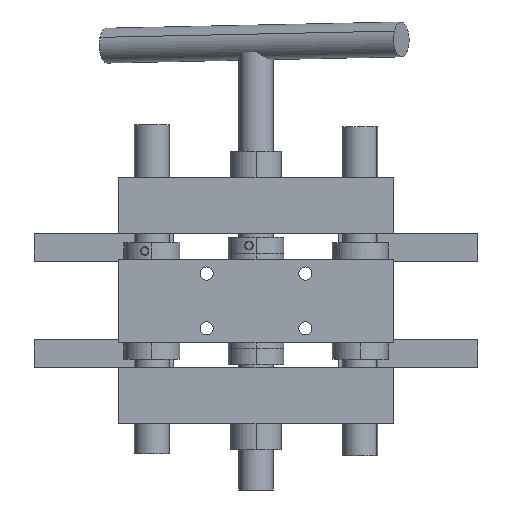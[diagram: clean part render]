
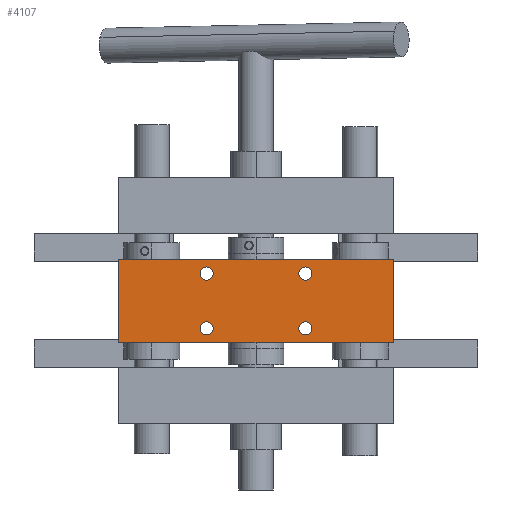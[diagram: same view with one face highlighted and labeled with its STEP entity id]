
A CAD part, front view. The second image highlights one B-rep face of the part: STEP entity #4107.
In plain terms, the highlighted planar face has unit normal (0, -1, 0).
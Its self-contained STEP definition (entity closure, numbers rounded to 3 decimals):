
#39 = EDGE_CURVE ( 'NONE', #3275, #3276, #3408, .T. ) ;
#43 = EDGE_CURVE ( 'NONE', #3271, #3270, #3410, .T. ) ;
#45 = EDGE_CURVE ( 'NONE', #3270, #3271, #3472, .T. ) ;
#47 = EDGE_CURVE ( 'NONE', #3267, #3265, #3474, .T. ) ;
#49 = EDGE_CURVE ( 'NONE', #663, #613, #3480, .T. ) ;
#51 = EDGE_CURVE ( 'NONE', #613, #663, #5345, .T. ) ;
#102 = CARTESIAN_POINT ( 'NONE',  ( 250., 0., -76.2 ) ) ;
#103 = CARTESIAN_POINT ( 'NONE',  ( 0., 0., 0. ) ) ;
#114 = CARTESIAN_POINT ( 'NONE',  ( 250., 0., 0. ) ) ;
#131 = CARTESIAN_POINT ( 'NONE',  ( 80., 0., -7. ) ) ;
#152 = CARTESIAN_POINT ( 'NONE',  ( 80., 0., -57. ) ) ;
#153 = CARTESIAN_POINT ( 'NONE',  ( 170., 0., -19. ) ) ;
#159 = CARTESIAN_POINT ( 'NONE',  ( 170., 0., -7. ) ) ;
#178 = CARTESIAN_POINT ( 'NONE',  ( 0., 0., -76.2 ) ) ;
#180 = CARTESIAN_POINT ( 'NONE',  ( 80., 0., -19. ) ) ;
#198 = CARTESIAN_POINT ( 'NONE',  ( 170., 0., -57. ) ) ;
#200 = CARTESIAN_POINT ( 'NONE',  ( 80., 0., -69. ) ) ;
#201 = CARTESIAN_POINT ( 'NONE',  ( 0., 0., -76.2 ) ) ;
#222 = PLANE ( 'NONE',  #5048 ) ;
#308 = DIRECTION ( 'NONE',  ( 0., 1., 0. ) ) ;
#309 = DIRECTION ( 'NONE',  ( 0., 1., 0. ) ) ;
#328 = CARTESIAN_POINT ( 'NONE',  ( 170., 0., -63. ) ) ;
#338 = DIRECTION ( 'NONE',  ( 0., 0., 1. ) ) ;
#353 = DIRECTION ( 'NONE',  ( 0., 1., 0. ) ) ;
#374 = CARTESIAN_POINT ( 'NONE',  ( 80., 0., -63. ) ) ;
#382 = DIRECTION ( 'NONE',  ( 0., 1., 0. ) ) ;
#385 = CARTESIAN_POINT ( 'NONE',  ( 170., 0., -63. ) ) ;
#393 = DIRECTION ( 'NONE',  ( 0., 0., 1. ) ) ;
#402 = DIRECTION ( 'NONE',  ( 0., 1., 0. ) ) ;
#413 = DIRECTION ( 'NONE',  ( 0., 0., 1. ) ) ;
#416 = DIRECTION ( 'NONE',  ( 0., 0., 1. ) ) ;
#564 = CARTESIAN_POINT ( 'NONE',  ( 170., 0., -69. ) ) ;
#577 = CARTESIAN_POINT ( 'NONE',  ( 80., 0., -13. ) ) ;
#590 = CARTESIAN_POINT ( 'NONE',  ( 80., 0., -13. ) ) ;
#595 = DIRECTION ( 'NONE',  ( 0., 0., 1. ) ) ;
#596 = DIRECTION ( 'NONE',  ( 0., 1., 0. ) ) ;
#604 = CARTESIAN_POINT ( 'NONE',  ( 170., 0., -13. ) ) ;
#611 = DIRECTION ( 'NONE',  ( 0., 0., 1. ) ) ;
#613 = VERTEX_POINT ( 'NONE', #564 ) ;
#655 = VERTEX_POINT ( 'NONE', #103 ) ;
#656 = VERTEX_POINT ( 'NONE', #102 ) ;
#658 = VERTEX_POINT ( 'NONE', #114 ) ;
#660 = VERTEX_POINT ( 'NONE', #178 ) ;
#663 = VERTEX_POINT ( 'NONE', #198 ) ;
#2057 = ORIENTED_EDGE ( 'NONE', *, *, #4787, .T. ) ;
#2058 = ORIENTED_EDGE ( 'NONE', *, *, #39, .T. ) ;
#2059 = ORIENTED_EDGE ( 'NONE', *, *, #4785, .T. ) ;
#2060 = ORIENTED_EDGE ( 'NONE', *, *, #47, .T. ) ;
#2061 = ORIENTED_EDGE ( 'NONE', *, *, #45, .T. ) ;
#2062 = ORIENTED_EDGE ( 'NONE', *, *, #49, .T. ) ;
#2072 = ORIENTED_EDGE ( 'NONE', *, *, #4802, .F. ) ;
#2073 = ORIENTED_EDGE ( 'NONE', *, *, #4805, .F. ) ;
#2074 = ORIENTED_EDGE ( 'NONE', *, *, #4789, .F. ) ;
#2086 = ORIENTED_EDGE ( 'NONE', *, *, #43, .T. ) ;
#2088 = ORIENTED_EDGE ( 'NONE', *, *, #51, .T. ) ;
#2199 = EDGE_LOOP ( 'NONE', ( #2363, #2072, #2073, #2074 ) ) ;
#2207 = EDGE_LOOP ( 'NONE', ( #2057, #2058 ) ) ;
#2289 = EDGE_LOOP ( 'NONE', ( #2062, #2088 ) ) ;
#2292 = EDGE_LOOP ( 'NONE', ( #2061, #2086 ) ) ;
#2330 = EDGE_LOOP ( 'NONE', ( #2059, #2060 ) ) ;
#2363 = ORIENTED_EDGE ( 'NONE', *, *, #4795, .F. ) ;
#2550 = DIRECTION ( 'NONE',  ( 0., 0., -1. ) ) ;
#2570 = CARTESIAN_POINT ( 'NONE',  ( 0., 0., -76.2 ) ) ;
#2626 = DIRECTION ( 'NONE',  ( 0., 0., 1. ) ) ;
#2649 = CARTESIAN_POINT ( 'NONE',  ( 0., 0., 0. ) ) ;
#2692 = DIRECTION ( 'NONE',  ( 0., 0., 1. ) ) ;
#2732 = DIRECTION ( 'NONE',  ( 1., 0., 0. ) ) ;
#2776 = CARTESIAN_POINT ( 'NONE',  ( 80., 0., -63. ) ) ;
#2809 = DIRECTION ( 'NONE',  ( 0., 1., 0. ) ) ;
#2837 = DIRECTION ( 'NONE',  ( 0., 0., 1. ) ) ;
#2921 = CARTESIAN_POINT ( 'NONE',  ( 0., 0., 0. ) ) ;
#3001 = CARTESIAN_POINT ( 'NONE',  ( 250., 0., 0. ) ) ;
#3015 = CARTESIAN_POINT ( 'NONE',  ( 170., 0., -13. ) ) ;
#3025 = DIRECTION ( 'NONE',  ( 0., 1., 0. ) ) ;
#3092 = DIRECTION ( 'NONE',  ( -1., 0., 0. ) ) ;
#3265 = VERTEX_POINT ( 'NONE', #159 ) ;
#3267 = VERTEX_POINT ( 'NONE', #153 ) ;
#3270 = VERTEX_POINT ( 'NONE', #131 ) ;
#3271 = VERTEX_POINT ( 'NONE', #180 ) ;
#3275 = VERTEX_POINT ( 'NONE', #200 ) ;
#3276 = VERTEX_POINT ( 'NONE', #152 ) ;
#3408 = CIRCLE ( 'NONE', #4995, 6. ) ;
#3410 = CIRCLE ( 'NONE', #5008, 6. ) ;
#3472 = CIRCLE ( 'NONE', #5009, 6. ) ;
#3474 = CIRCLE ( 'NONE', #5011, 6. ) ;
#3480 = CIRCLE ( 'NONE', #5010, 6. ) ;
#3800 = FACE_OUTER_BOUND ( 'NONE', #2199, .T. ) ;
#3815 = FACE_BOUND ( 'NONE', #2330, .T. ) ;
#3817 = FACE_BOUND ( 'NONE', #2207, .T. ) ;
#3819 = FACE_BOUND ( 'NONE', #2292, .T. ) ;
#3821 = FACE_BOUND ( 'NONE', #2289, .T. ) ;
#3953 = LINE ( 'NONE', #2921, #3961 ) ;
#3959 = CIRCLE ( 'NONE', #5019, 6. ) ;
#3961 = VECTOR ( 'NONE', #2732, 1000. ) ;
#3962 = CIRCLE ( 'NONE', #4624, 6. ) ;
#3972 = LINE ( 'NONE', #2649, #3973 ) ;
#3973 = VECTOR ( 'NONE', #2626, 1000. ) ;
#3983 = LINE ( 'NONE', #2570, #3984 ) ;
#3984 = VECTOR ( 'NONE', #3092, 1000. ) ;
#3988 = LINE ( 'NONE', #3001, #3989 ) ;
#3989 = VECTOR ( 'NONE', #2550, 1000. ) ;
#4107 = ADVANCED_FACE ( 'NONE', ( #3817, #3815, #3819, #3821, #3800 ), #222, .T. ) ;
#4624 = AXIS2_PLACEMENT_3D ( 'NONE', #2776, #3025, #2692 ) ;
#4785 = EDGE_CURVE ( 'NONE', #3265, #3267, #3959, .T. ) ;
#4787 = EDGE_CURVE ( 'NONE', #3276, #3275, #3962, .T. ) ;
#4789 = EDGE_CURVE ( 'NONE', #655, #658, #3953, .T. ) ;
#4795 = EDGE_CURVE ( 'NONE', #660, #655, #3972, .T. ) ;
#4802 = EDGE_CURVE ( 'NONE', #656, #660, #3983, .T. ) ;
#4805 = EDGE_CURVE ( 'NONE', #658, #656, #3988, .T. ) ;
#4995 = AXIS2_PLACEMENT_3D ( 'NONE', #374, #596, #611 ) ;
#5008 = AXIS2_PLACEMENT_3D ( 'NONE', #590, #309, #416 ) ;
#5009 = AXIS2_PLACEMENT_3D ( 'NONE', #577, #402, #393 ) ;
#5010 = AXIS2_PLACEMENT_3D ( 'NONE', #385, #308, #413 ) ;
#5011 = AXIS2_PLACEMENT_3D ( 'NONE', #604, #382, #338 ) ;
#5012 = AXIS2_PLACEMENT_3D ( 'NONE', #328, #353, #595 ) ;
#5019 = AXIS2_PLACEMENT_3D ( 'NONE', #3015, #2809, #2837 ) ;
#5048 = AXIS2_PLACEMENT_3D ( 'NONE', #201, #5229, #5230 ) ;
#5229 = DIRECTION ( 'NONE',  ( 0., -1., 0. ) ) ;
#5230 = DIRECTION ( 'NONE',  ( 0., 0., -1. ) ) ;
#5345 = CIRCLE ( 'NONE', #5012, 6. ) ;
